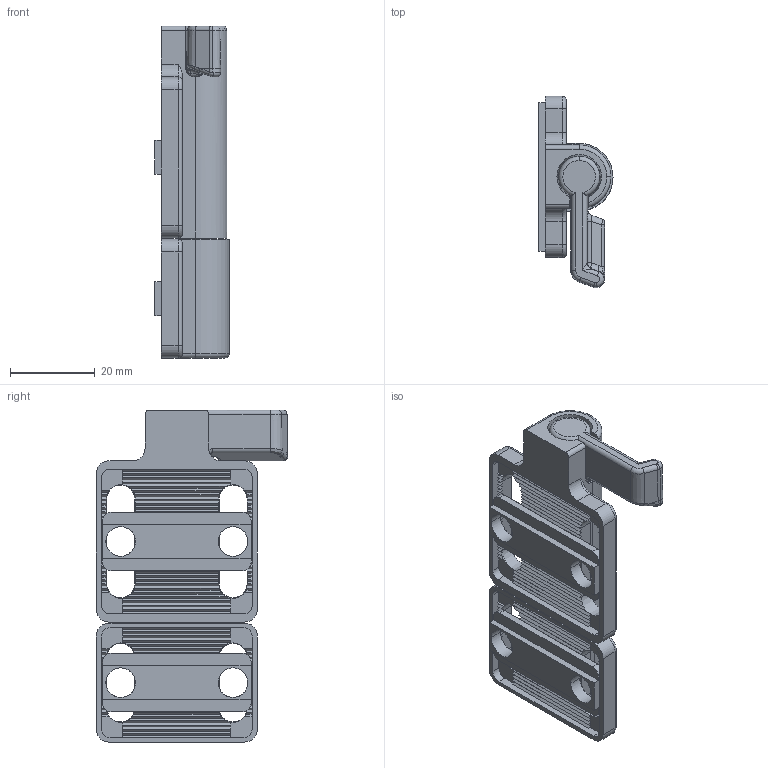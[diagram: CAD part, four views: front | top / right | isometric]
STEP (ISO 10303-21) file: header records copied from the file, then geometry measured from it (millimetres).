
FILE_DESCRIPTION(('FreeCAD Model'),'2;1');
FILE_NAME('Open CASCADE Shape Model','2024-04-03T11:04:26',(''),(''), 'Open CASCADE STEP processor 7.6','FreeCAD','Unknown');
FILE_SCHEMA(('AUTOMOTIVE_DESIGN { 1 0 10303 214 1 1 1 1 }'));
Length unit declared in the file: millimetre
Products named in the file (8): STI8-LO; SOLID; SOLID001; SOLID002; SOLID003; SOLID004; SOLID005; SOLID006
Assembly tree (7 placements, depth 2):
  STI8-LO
    SOLID
    SOLID001
    SOLID002
    SOLID003
    SOLID004
    SOLID005
    SOLID006
Bounding box: 17.5 x 45.16 x 78.3 mm (x, y, z)
Volume: 19830 mm3; surface area: 16604.7 mm2
Topology: 7 solids, 7 shells, 801 faces, 2023 edges, 1230 vertices
Faces by surface type: plane 543, cylinder 123, cone 83, torus 30, bspline 15, sphere 5, revolution 2
Entity records: 63141 total; most frequent: CARTESIAN_POINT 24368, DIRECTION 6754, LINE 4417, VECTOR 4417, ORIENTED_EDGE 4038, PCURVE 4038, DEFINITIONAL_REPRESENTATION 4038, EDGE_CURVE 2019
